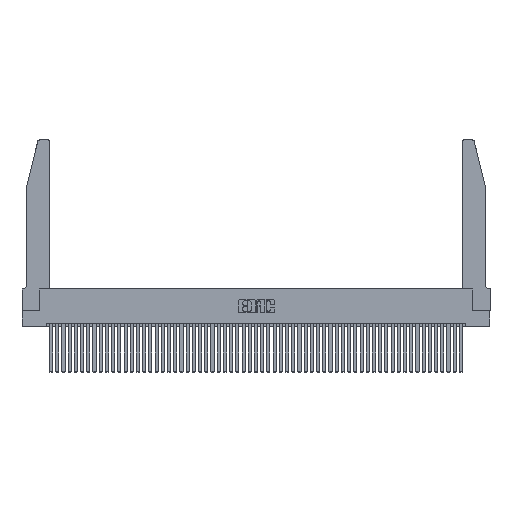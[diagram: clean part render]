
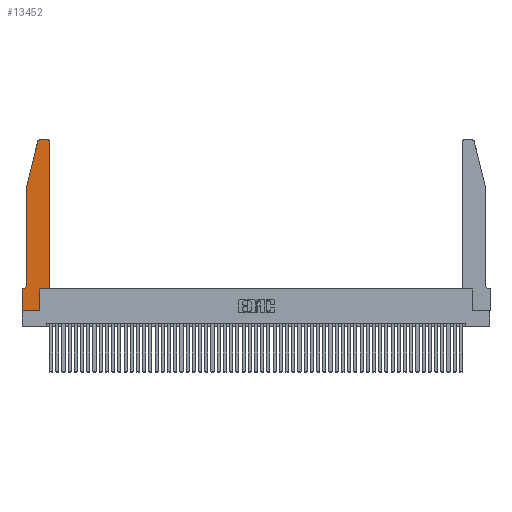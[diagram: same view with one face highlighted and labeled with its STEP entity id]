
A CAD part, top view. The second image highlights one B-rep face of the part: STEP entity #13452.
In plain terms, the highlighted planar face has unit normal (0, 0, 1).
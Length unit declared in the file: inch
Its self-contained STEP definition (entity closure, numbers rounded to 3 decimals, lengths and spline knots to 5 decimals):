
#381 = VERTEX_POINT ( 'NONE', #7970 ) ;
#439 = EDGE_CURVE ( 'NONE', #41984, #13148, #8345, .T. ) ;
#494 = ORIENTED_EDGE ( 'NONE', *, *, #5589, .T. ) ;
#497 = CARTESIAN_POINT ( 'NONE',  ( 0.0755, 2., 0.37 ) ) ;
#610 = CIRCLE ( 'NONE', #7231, 0.03 ) ;
#708 = CARTESIAN_POINT ( 'NONE',  ( 0.0755, 0.42, 0.37 ) ) ;
#1094 = VECTOR ( 'NONE', #15033, 39.37008 ) ;
#1576 = VECTOR ( 'NONE', #45864, 39.37008 ) ;
#1806 = ORIENTED_EDGE ( 'NONE', *, *, #25106, .T. ) ;
#1957 = ORIENTED_EDGE ( 'NONE', *, *, #8403, .T. ) ;
#2460 = LINE ( 'NONE', #10803, #1094 ) ;
#3376 = EDGE_LOOP ( 'NONE', ( #50126, #1957, #6530, #48660, #29979, #1806, #32115, #31829, #17107, #20968, #494, #44174 ) ) ;
#3488 = FACE_OUTER_BOUND ( 'NONE', #3376, .T. ) ;
#4031 = CARTESIAN_POINT ( 'NONE',  ( 0.2865, 0.35, 0.37 ) ) ;
#4238 = LINE ( 'NONE', #497, #14186 ) ;
#5016 = LINE ( 'NONE', #17826, #23362 ) ;
#5589 = EDGE_CURVE ( 'NONE', #14216, #43995, #5016, .T. ) ;
#6530 = ORIENTED_EDGE ( 'NONE', *, *, #22603, .T. ) ;
#7231 = AXIS2_PLACEMENT_3D ( 'NONE', #9161, #38075, #13397 ) ;
#7970 = CARTESIAN_POINT ( 'NONE',  ( 0.25487, 2.72718, 0.37 ) ) ;
#8345 = LINE ( 'NONE', #4031, #29153 ) ;
#8403 = EDGE_CURVE ( 'NONE', #15000, #381, #610, .T. ) ;
#9161 = CARTESIAN_POINT ( 'NONE',  ( 0.284, 2.72, 0.37 ) ) ;
#9229 = CARTESIAN_POINT ( 'NONE',  ( 0., 0., 0.37 ) ) ;
#10360 = CARTESIAN_POINT ( 'NONE',  ( 0.4205, 2.75, 0.37 ) ) ;
#10558 = EDGE_CURVE ( 'NONE', #27052, #41984, #17729, .T. ) ;
#10785 = CARTESIAN_POINT ( 'NONE',  ( 0.0055, 0.42, 0.37 ) ) ;
#10803 = CARTESIAN_POINT ( 'NONE',  ( 0.2605, 2.75, 0.37 ) ) ;
#10962 = DIRECTION ( 'NONE',  ( 1., 0., 0. ) ) ;
#12959 = CARTESIAN_POINT ( 'NONE',  ( 0.0755, 0.35, 0.37 ) ) ;
#13029 = CARTESIAN_POINT ( 'NONE',  ( 0.284, 2.75, 0.37 ) ) ;
#13148 = VERTEX_POINT ( 'NONE', #50476 ) ;
#13377 = AXIS2_PLACEMENT_3D ( 'NONE', #27499, #35741, #10962 ) ;
#13397 = DIRECTION ( 'NONE',  ( 1., 0., 0. ) ) ;
#13452 = ADVANCED_FACE ( 'NONE', ( #3488 ), #31606, .T. ) ;
#13471 = DIRECTION ( 'NONE',  ( 1., 0., 0. ) ) ;
#13524 = CARTESIAN_POINT ( 'NONE',  ( 0., 0., 0.37 ) ) ;
#14186 = VECTOR ( 'NONE', #33964, 39.37008 ) ;
#14216 = VERTEX_POINT ( 'NONE', #24374 ) ;
#14630 = CARTESIAN_POINT ( 'NONE',  ( 0., 0., 0.37 ) ) ;
#15000 = VERTEX_POINT ( 'NONE', #13029 ) ;
#15017 = DIRECTION ( 'NONE',  ( -1., 0., 0. ) ) ;
#15033 = DIRECTION ( 'NONE',  ( -1., 0., 0. ) ) ;
#16401 = VECTOR ( 'NONE', #52269, 39.37008 ) ;
#16695 = LINE ( 'NONE', #46339, #27680 ) ;
#17039 = DIRECTION ( 'NONE',  ( 0., 0., 1. ) ) ;
#17107 = ORIENTED_EDGE ( 'NONE', *, *, #439, .T. ) ;
#17225 = EDGE_CURVE ( 'NONE', #34794, #15000, #2460, .T. ) ;
#17599 = CIRCLE ( 'NONE', #31488, 0.07 ) ;
#17729 = LINE ( 'NONE', #9229, #28701 ) ;
#17826 = CARTESIAN_POINT ( 'NONE',  ( 0.4505, 0.35, 0.37 ) ) ;
#19019 = VECTOR ( 'NONE', #42292, 39.37008 ) ;
#20136 = EDGE_CURVE ( 'NONE', #13148, #14216, #27381, .T. ) ;
#20754 = DIRECTION ( 'NONE',  ( 0., 1., 0. ) ) ;
#20968 = ORIENTED_EDGE ( 'NONE', *, *, #20136, .T. ) ;
#21820 = DIRECTION ( 'NONE',  ( 0., -1., 0. ) ) ;
#22603 = EDGE_CURVE ( 'NONE', #381, #36128, #4238, .T. ) ;
#23362 = VECTOR ( 'NONE', #42374, 39.37008 ) ;
#24374 = CARTESIAN_POINT ( 'NONE',  ( 0.4505, 0.35, 0.37 ) ) ;
#25106 = EDGE_CURVE ( 'NONE', #41224, #34938, #33608, .T. ) ;
#26317 = VERTEX_POINT ( 'NONE', #708 ) ;
#27052 = VERTEX_POINT ( 'NONE', #14630 ) ;
#27381 = LINE ( 'NONE', #39848, #16401 ) ;
#27499 = CARTESIAN_POINT ( 'NONE',  ( 0., 0.35, 0.37 ) ) ;
#27680 = VECTOR ( 'NONE', #21820, 39.37008 ) ;
#28701 = VECTOR ( 'NONE', #13471, 39.37008 ) ;
#29153 = VECTOR ( 'NONE', #20754, 39.37008 ) ;
#29697 = EDGE_CURVE ( 'NONE', #34938, #27052, #50483, .T. ) ;
#29979 = ORIENTED_EDGE ( 'NONE', *, *, #40913, .T. ) ;
#31488 = AXIS2_PLACEMENT_3D ( 'NONE', #10785, #39627, #15017 ) ;
#31606 = PLANE ( 'NONE',  #13377 ) ;
#31829 = ORIENTED_EDGE ( 'NONE', *, *, #10558, .T. ) ;
#32115 = ORIENTED_EDGE ( 'NONE', *, *, #29697, .T. ) ;
#32496 = EDGE_CURVE ( 'NONE', #36128, #26317, #16695, .T. ) ;
#33608 = LINE ( 'NONE', #12959, #1576 ) ;
#33964 = DIRECTION ( 'NONE',  ( -0.239, -0.971, 0. ) ) ;
#34794 = VERTEX_POINT ( 'NONE', #10360 ) ;
#34938 = VERTEX_POINT ( 'NONE', #40099 ) ;
#35741 = DIRECTION ( 'NONE',  ( 0., 0., 1. ) ) ;
#35772 = CARTESIAN_POINT ( 'NONE',  ( 0.0755, 2., 0.37 ) ) ;
#36128 = VERTEX_POINT ( 'NONE', #35772 ) ;
#38075 = DIRECTION ( 'NONE',  ( 0., 0., 1. ) ) ;
#38499 = EDGE_CURVE ( 'NONE', #43995, #34794, #47383, .T. ) ;
#39627 = DIRECTION ( 'NONE',  ( 0., 0., -1. ) ) ;
#39848 = CARTESIAN_POINT ( 'NONE',  ( 0.4505, 0.35, 0.37 ) ) ;
#40099 = CARTESIAN_POINT ( 'NONE',  ( 0., 0.35, 0.37 ) ) ;
#40913 = EDGE_CURVE ( 'NONE', #26317, #41224, #17599, .T. ) ;
#41224 = VERTEX_POINT ( 'NONE', #50037 ) ;
#41604 = CARTESIAN_POINT ( 'NONE',  ( 0.4205, 2.72, 0.37 ) ) ;
#41984 = VERTEX_POINT ( 'NONE', #50321 ) ;
#42292 = DIRECTION ( 'NONE',  ( 0., -1., 0. ) ) ;
#42374 = DIRECTION ( 'NONE',  ( 0., 1., 0. ) ) ;
#43995 = VERTEX_POINT ( 'NONE', #53549 ) ;
#44174 = ORIENTED_EDGE ( 'NONE', *, *, #38499, .T. ) ;
#44403 = AXIS2_PLACEMENT_3D ( 'NONE', #41604, #17039, #45715 ) ;
#45715 = DIRECTION ( 'NONE',  ( 1., 0., 0. ) ) ;
#45864 = DIRECTION ( 'NONE',  ( -1., 0., 0. ) ) ;
#46339 = CARTESIAN_POINT ( 'NONE',  ( 0.0755, 2., 0.37 ) ) ;
#47383 = CIRCLE ( 'NONE', #44403, 0.03 ) ;
#48660 = ORIENTED_EDGE ( 'NONE', *, *, #32496, .T. ) ;
#50037 = CARTESIAN_POINT ( 'NONE',  ( 0.0055, 0.35, 0.37 ) ) ;
#50126 = ORIENTED_EDGE ( 'NONE', *, *, #17225, .T. ) ;
#50321 = CARTESIAN_POINT ( 'NONE',  ( 0.2865, 0., 0.37 ) ) ;
#50476 = CARTESIAN_POINT ( 'NONE',  ( 0.2865, 0.35, 0.37 ) ) ;
#50483 = LINE ( 'NONE', #13524, #19019 ) ;
#52269 = DIRECTION ( 'NONE',  ( 1., 0., 0. ) ) ;
#53549 = CARTESIAN_POINT ( 'NONE',  ( 0.4505, 2.72, 0.37 ) ) ;
